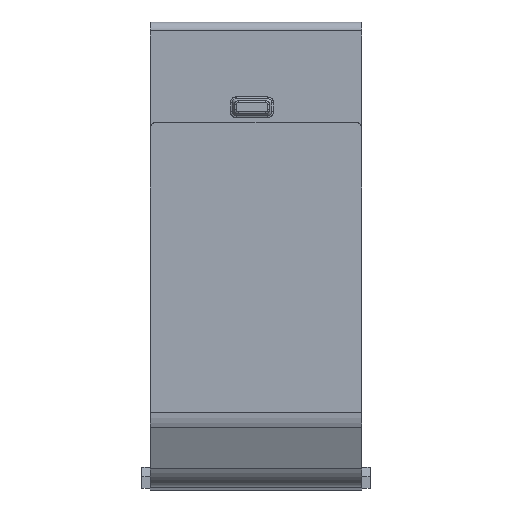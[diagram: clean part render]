
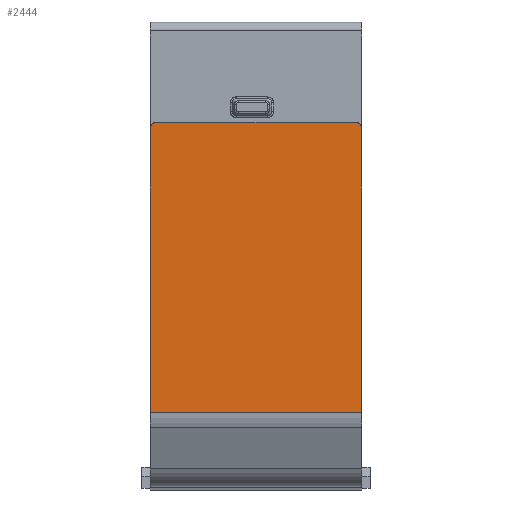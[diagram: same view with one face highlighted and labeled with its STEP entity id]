
A CAD part, top view. The second image highlights one B-rep face of the part: STEP entity #2444.
In plain terms, the highlighted planar face has unit normal (0, 0, 1).
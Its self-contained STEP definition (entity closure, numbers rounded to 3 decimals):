
#402=DIRECTION('',(0.,1.,0.));
#403=VECTOR('',#402,31.753);
#404=CARTESIAN_POINT('',(0.95,8.597,12.9));
#405=LINE('',#404,#403);
#448=CARTESIAN_POINT('',(23.9,40.35,12.9));
#449=DIRECTION('',(0.,0.,1.));
#450=DIRECTION('',(1.,0.,0.));
#451=AXIS2_PLACEMENT_3D('',#448,#449,#450);
#453=DIRECTION('',(0.,1.,0.));
#454=VECTOR('',#453,31.753);
#455=CARTESIAN_POINT('',(24.5,8.597,12.9));
#456=LINE('',#455,#454);
#457=DIRECTION('',(1.,0.,0.));
#458=VECTOR('',#457,23.55);
#459=CARTESIAN_POINT('',(0.95,8.597,12.9));
#460=LINE('',#459,#458);
#461=CARTESIAN_POINT('',(1.55,40.35,12.9));
#462=DIRECTION('',(0.,0.,1.));
#463=DIRECTION('',(0.,1.,0.));
#464=AXIS2_PLACEMENT_3D('',#461,#462,#463);
#466=DIRECTION('',(1.,0.,0.));
#467=VECTOR('',#466,22.35);
#468=CARTESIAN_POINT('',(1.55,40.95,12.9));
#469=LINE('',#468,#467);
#1578=CARTESIAN_POINT('',(24.5,8.597,12.9));
#1580=VERTEX_POINT('',#1578);
#1584=CARTESIAN_POINT('',(0.95,8.597,12.9));
#1585=VERTEX_POINT('',#1584);
#1854=CARTESIAN_POINT('',(24.5,40.35,12.9));
#1855=CARTESIAN_POINT('',(23.9,40.95,12.9));
#1856=VERTEX_POINT('',#1854);
#1857=VERTEX_POINT('',#1855);
#1862=CARTESIAN_POINT('',(1.55,40.95,12.9));
#1864=VERTEX_POINT('',#1862);
#1866=CARTESIAN_POINT('',(0.95,40.35,12.9));
#1867=VERTEX_POINT('',#1866);
#2428=CARTESIAN_POINT('',(0.,0.,12.9));
#2429=DIRECTION('',(0.,0.,1.));
#2430=DIRECTION('',(1.,0.,0.));
#2431=AXIS2_PLACEMENT_3D('',#2428,#2429,#2430);
#2432=PLANE('',#2431);
#2434=ORIENTED_EDGE('',*,*,#2433,.F.);
#2435=ORIENTED_EDGE('',*,*,#2143,.F.);
#2436=ORIENTED_EDGE('',*,*,#2423,.F.);
#2437=ORIENTED_EDGE('',*,*,#2352,.T.);
#2439=ORIENTED_EDGE('',*,*,#2438,.F.);
#2441=ORIENTED_EDGE('',*,*,#2440,.T.);
#2442=EDGE_LOOP('',(#2434,#2435,#2436,#2437,#2439,#2441));
#2443=FACE_OUTER_BOUND('',#2442,.F.);
#2444=ADVANCED_FACE('',(#2443),#2432,.T.);
#452=CIRCLE('',#451,0.6);
#465=CIRCLE('',#464,0.6);
#2143=EDGE_CURVE('',#1580,#1856,#456,.T.);
#2352=EDGE_CURVE('',#1585,#1867,#405,.T.);
#2423=EDGE_CURVE('',#1585,#1580,#460,.T.);
#2433=EDGE_CURVE('',#1856,#1857,#452,.T.);
#2438=EDGE_CURVE('',#1864,#1867,#465,.T.);
#2440=EDGE_CURVE('',#1864,#1857,#469,.T.);
